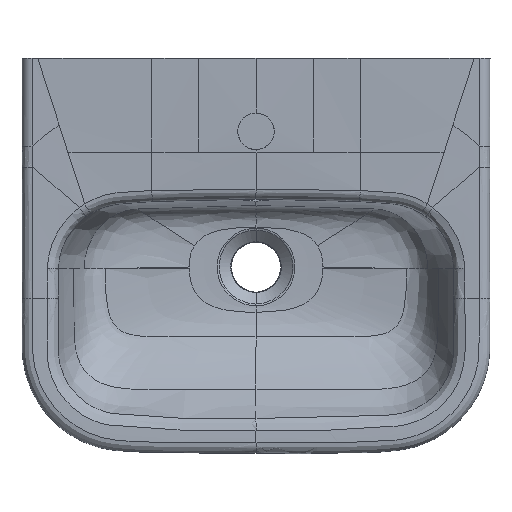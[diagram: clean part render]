
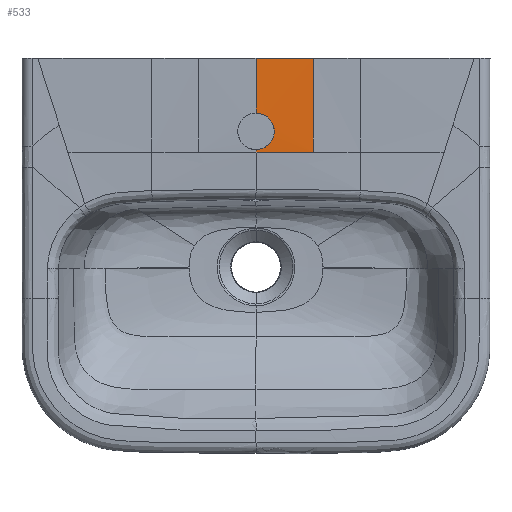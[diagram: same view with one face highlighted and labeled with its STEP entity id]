
A CAD part, top view. The second image highlights one B-rep face of the part: STEP entity #533.
In plain terms, the highlighted free-form (B-spline) face has degree [3, 3] with [9, 7] control points.
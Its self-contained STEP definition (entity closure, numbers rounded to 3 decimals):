
#116=B_SPLINE_SURFACE_WITH_KNOTS('',3,3,((#37782,#37783,#37784,#37785,#37786,
#37787,#37788),(#37789,#37790,#37791,#37792,#37793,#37794,#37795),(#37796,
#37797,#37798,#37799,#37800,#37801,#37802),(#37803,#37804,#37805,#37806,
#37807,#37808,#37809),(#37810,#37811,#37812,#37813,#37814,#37815,#37816),
(#37817,#37818,#37819,#37820,#37821,#37822,#37823),(#37824,#37825,#37826,
#37827,#37828,#37829,#37830),(#37831,#37832,#37833,#37834,#37835,#37836,
#37837),(#37838,#37839,#37840,#37841,#37842,#37843,#37844)),
 .UNSPECIFIED.,.F.,.F.,.F.,(4,2,1,2,4),(4,1,1,1,4),(0.,0.446,
0.495,0.99,1.),(0.,0.224,0.272,
0.277,1.),.UNSPECIFIED.);
#337=FACE_OUTER_BOUND('',#773,.T.);
#533=ADVANCED_FACE('',(#337),#116,.T.);
#773=EDGE_LOOP('',(#1475,#1476,#1477,#1478,#1479,#1480));
#1475=ORIENTED_EDGE('',*,*,#2458,.F.);
#1476=ORIENTED_EDGE('',*,*,#2179,.T.);
#1477=ORIENTED_EDGE('',*,*,#2457,.F.);
#1478=ORIENTED_EDGE('',*,*,#2137,.T.);
#1479=ORIENTED_EDGE('',*,*,#2456,.F.);
#1480=ORIENTED_EDGE('',*,*,#2449,.T.);
#1816=VERTEX_POINT('',#4952);
#1817=VERTEX_POINT('',#4953);
#1857=VERTEX_POINT('',#5882);
#1858=VERTEX_POINT('',#5888);
#1974=VERTEX_POINT('',#22116);
#2040=VERTEX_POINT('',#37510);
#2137=EDGE_CURVE('',#1816,#1817,#2589,.T.);
#2179=EDGE_CURVE('',#1858,#1857,#2629,.T.);
#2449=EDGE_CURVE('',#1974,#2040,#2882,.T.);
#2456=EDGE_CURVE('',#1974,#1817,#2889,.T.);
#2457=EDGE_CURVE('',#1816,#1857,#2890,.T.);
#2458=EDGE_CURVE('',#1858,#2040,#2891,.T.);
#2589=B_SPLINE_CURVE_WITH_KNOTS('',3,(#4940,#4941,#4942,#4943,#4944,#4945,
#4946,#4947,#4948,#4949,#4950,#4951),.UNSPECIFIED.,.F.,.F.,(4,2,2,2,2,4),
(0.,0.25,0.5,0.625,0.75,1.),.UNSPECIFIED.);
#2629=B_SPLINE_CURVE_WITH_KNOTS('',3,(#5883,#5884,#5885,#5886,#5887),
 .UNSPECIFIED.,.F.,.F.,(4,1,4),(0.,0.091,1.),.UNSPECIFIED.);
#2882=B_SPLINE_CURVE_WITH_KNOTS('',3,(#37511,#37512,#37513,#37514,#37515,
#37516,#37517,#37518,#37519,#37520,#37521,#37522,#37523,#37524,#37525),
 .UNSPECIFIED.,.F.,.F.,(4,2,2,1,1,1,2,2,4),(0.,0.25,0.375,0.438,0.469,
0.484,0.492,0.5,1.),.UNSPECIFIED.);
#2889=B_SPLINE_CURVE_WITH_KNOTS('',3,(#37706,#37707,#37708,#37709),
 .UNSPECIFIED.,.F.,.F.,(4,4),(0.,1.),.UNSPECIFIED.);
#2890=B_SPLINE_CURVE_WITH_KNOTS('',3,(#37710,#37711,#37712,#37713,#37714),
 .UNSPECIFIED.,.F.,.F.,(4,1,4),(0.,0.723,1.),.UNSPECIFIED.);
#2891=B_SPLINE_CURVE_WITH_KNOTS('',3,(#37778,#37779,#37780,#37781),
 .UNSPECIFIED.,.F.,.F.,(4,4),(0.,1.),.UNSPECIFIED.);
#4940=CARTESIAN_POINT('',(0.,-52.538,2.077));
#4941=CARTESIAN_POINT('',(4.625,-52.538,2.077));
#4942=CARTESIAN_POINT('',(9.156,-54.44,2.044));
#4943=CARTESIAN_POINT('',(15.613,-60.908,1.913));
#4944=CARTESIAN_POINT('',(17.504,-65.439,1.814));
#4945=CARTESIAN_POINT('',(17.498,-72.361,1.65));
#4946=CARTESIAN_POINT('',(17.04,-74.634,1.593));
#4947=CARTESIAN_POINT('',(15.283,-78.866,1.486));
#4948=CARTESIAN_POINT('',(13.981,-80.808,1.434));
#4949=CARTESIAN_POINT('',(9.138,-85.645,1.304));
#4950=CARTESIAN_POINT('',(4.568,-87.538,1.249));
#4951=CARTESIAN_POINT('',(0.,-87.538,1.249));
#4952=CARTESIAN_POINT('',(0.,-52.538,2.077));
#4953=CARTESIAN_POINT('',(0.,-87.538,1.249));
#5882=CARTESIAN_POINT('',(0.,0.,2.));
#5883=CARTESIAN_POINT('',(55.,0.,1.881));
#5884=CARTESIAN_POINT('',(53.333,0.,1.888));
#5885=CARTESIAN_POINT('',(35.,0.,1.964));
#5886=CARTESIAN_POINT('',(16.667,0.,2.));
#5887=CARTESIAN_POINT('',(0.,0.,2.));
#5888=CARTESIAN_POINT('',(55.,0.,1.881));
#22116=CARTESIAN_POINT('',(0.,-90.,1.164));
#37510=CARTESIAN_POINT('',(55.,-90.,0.725));
#37511=CARTESIAN_POINT('',(0.,-90.,1.164));
#37512=CARTESIAN_POINT('',(5.19,-90.,1.164));
#37513=CARTESIAN_POINT('',(10.076,-90.,1.152));
#37514=CARTESIAN_POINT('',(16.951,-90.,1.123));
#37515=CARTESIAN_POINT('',(19.167,-90.,1.111));
#37516=CARTESIAN_POINT('',(22.378,-90.,1.091));
#37517=CARTESIAN_POINT('',(23.954,-90.,1.081));
#37518=CARTESIAN_POINT('',(25.744,-90.,1.068));
#37519=CARTESIAN_POINT('',(26.627,-90.,1.061));
#37520=CARTESIAN_POINT('',(27.002,-90.,1.058));
#37521=CARTESIAN_POINT('',(27.252,-90.,1.056));
#37522=CARTESIAN_POINT('',(27.347,-90.,1.055));
#37523=CARTESIAN_POINT('',(37.323,-90.,0.975));
#37524=CARTESIAN_POINT('',(46.489,-90.,0.861));
#37525=CARTESIAN_POINT('',(55.,-90.,0.725));
#37706=CARTESIAN_POINT('',(0.,-90.,1.164));
#37707=CARTESIAN_POINT('',(0.,-89.179,1.193));
#37708=CARTESIAN_POINT('',(0.,-88.359,1.221));
#37709=CARTESIAN_POINT('',(0.,-87.538,1.249));
#37710=CARTESIAN_POINT('',(0.,-135.,-1.));
#37711=CARTESIAN_POINT('',(0.,-90.061,1.745));
#37712=CARTESIAN_POINT('',(0.,-27.754,3.129));
#37713=CARTESIAN_POINT('',(0.,34.498,1.172));
#37714=CARTESIAN_POINT('',(0.,51.742,0.481));
#37778=CARTESIAN_POINT('',(55.,0.,1.881));
#37779=CARTESIAN_POINT('',(54.999,-29.993,2.226));
#37780=CARTESIAN_POINT('',(55.001,-60.008,1.687));
#37781=CARTESIAN_POINT('',(55.,-90.,0.725));
#37782=CARTESIAN_POINT('',(100.,52.651,0.616));
#37783=CARTESIAN_POINT('',(100.,38.489,1.105));
#37784=CARTESIAN_POINT('',(100.,21.277,1.523));
#37785=CARTESIAN_POINT('',(100.,3.729,1.604));
#37786=CARTESIAN_POINT('',(100.,-45.449,1.624));
#37787=CARTESIAN_POINT('',(100.,-91.546,-1.));
#37788=CARTESIAN_POINT('',(100.,-137.334,-1.));
#37789=CARTESIAN_POINT('',(84.993,52.28,0.575));
#37790=CARTESIAN_POINT('',(84.995,38.221,1.085));
#37791=CARTESIAN_POINT('',(84.997,21.132,1.545));
#37792=CARTESIAN_POINT('',(85.,3.704,1.704));
#37793=CARTESIAN_POINT('',(85.007,-45.142,1.963));
#37794=CARTESIAN_POINT('',(85.017,-90.97,-0.177));
#37795=CARTESIAN_POINT('',(85.021,-136.424,-1.));
#37796=CARTESIAN_POINT('',(69.993,52.051,0.543));
#37797=CARTESIAN_POINT('',(69.995,38.056,1.07));
#37798=CARTESIAN_POINT('',(69.997,21.042,1.563));
#37799=CARTESIAN_POINT('',(70.,3.688,1.782));
#37800=CARTESIAN_POINT('',(70.008,-44.953,2.225));
#37801=CARTESIAN_POINT('',(70.02,-90.615,0.461));
#37802=CARTESIAN_POINT('',(70.023,-135.861,-1.));
#37803=CARTESIAN_POINT('',(53.328,51.9,0.519));
#37804=CARTESIAN_POINT('',(53.329,37.946,1.057));
#37805=CARTESIAN_POINT('',(53.331,20.983,1.577));
#37806=CARTESIAN_POINT('',(53.333,3.678,1.843));
#37807=CARTESIAN_POINT('',(53.34,-44.826,2.432));
#37808=CARTESIAN_POINT('',(53.352,-90.374,0.964));
#37809=CARTESIAN_POINT('',(53.353,-135.478,-1.));
#37810=CARTESIAN_POINT('',(34.996,51.746,0.492));
#37811=CARTESIAN_POINT('',(34.997,37.835,1.045));
#37812=CARTESIAN_POINT('',(34.998,20.922,1.592));
#37813=CARTESIAN_POINT('',(35.,3.667,1.908));
#37814=CARTESIAN_POINT('',(35.005,-44.697,2.649));
#37815=CARTESIAN_POINT('',(35.016,-90.127,1.493));
#37816=CARTESIAN_POINT('',(35.016,-135.086,-1.));
#37817=CARTESIAN_POINT('',(16.665,51.722,0.481));
#37818=CARTESIAN_POINT('',(16.665,37.817,1.039));
#37819=CARTESIAN_POINT('',(16.666,20.911,1.599));
#37820=CARTESIAN_POINT('',(16.667,3.665,1.938));
#37821=CARTESIAN_POINT('',(16.669,-44.674,2.753));
#37822=CARTESIAN_POINT('',(16.675,-90.071,1.744));
#37823=CARTESIAN_POINT('',(16.674,-135.,-1.));
#37824=CARTESIAN_POINT('',(-0.333,51.742,0.481));
#37825=CARTESIAN_POINT('',(-0.333,37.83,1.039));
#37826=CARTESIAN_POINT('',(-0.333,20.916,1.599));
#37827=CARTESIAN_POINT('',(-0.333,3.666,1.938));
#37828=CARTESIAN_POINT('',(-0.333,-44.683,2.753));
#37829=CARTESIAN_POINT('',(-0.333,-90.061,1.745));
#37830=CARTESIAN_POINT('',(-0.333,-135.,-1.));
#37831=CARTESIAN_POINT('',(-0.667,51.743,0.481));
#37832=CARTESIAN_POINT('',(-0.667,37.83,1.039));
#37833=CARTESIAN_POINT('',(-0.667,20.916,1.599));
#37834=CARTESIAN_POINT('',(-0.667,3.666,1.938));
#37835=CARTESIAN_POINT('',(-0.667,-44.683,2.753));
#37836=CARTESIAN_POINT('',(-0.667,-90.061,1.745));
#37837=CARTESIAN_POINT('',(-0.667,-135.,-1.));
#37838=CARTESIAN_POINT('',(-1.,51.743,0.481));
#37839=CARTESIAN_POINT('',(-1.,37.83,1.039));
#37840=CARTESIAN_POINT('',(-1.,20.916,1.599));
#37841=CARTESIAN_POINT('',(-1.,3.666,1.938));
#37842=CARTESIAN_POINT('',(-1.,-44.683,2.753));
#37843=CARTESIAN_POINT('',(-1.,-90.061,1.745));
#37844=CARTESIAN_POINT('',(-1.,-135.,-1.));
